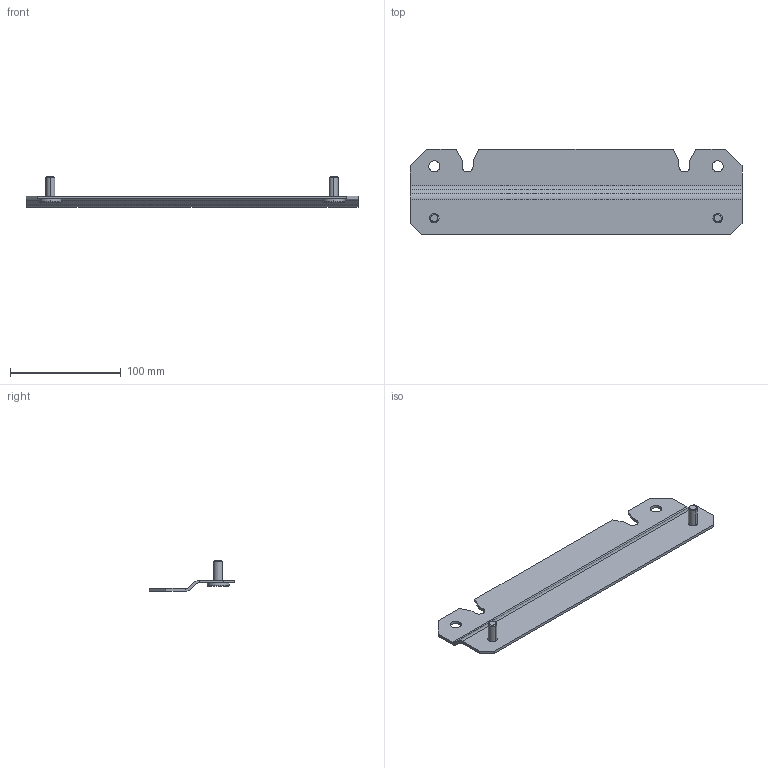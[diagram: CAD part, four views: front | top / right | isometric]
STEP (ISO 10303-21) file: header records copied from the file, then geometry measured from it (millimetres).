
FILE_DESCRIPTION(('STEP AP242'),'1');
FILE_NAME('nsyaefpfs3dw30.stp','2021-09-26T08:39:37',('TraceParts'),('TraceParts S.A.'),'Spatial InterOp 3D',' ',' ');
FILE_SCHEMA(('AP242_MANAGED_MODEL_BASED_3D_ENGINEERING_MIM_LF {1 0 10303 442 1 1 4}'));
Length unit declared in the file: millimetre
Products named in the file (1): nsyaefpfs3dw30_1
Bounding box: 300 x 77.5 x 27.5 mm (x, y, z)
Volume: 61197.2 mm3; surface area: 50696.7 mm2
Topology: 3 solids, 3 shells, 72 faces, 168 edges, 104 vertices
Faces by surface type: plane 38, cylinder 22, torus 8, cone 4
Entity records: 2087 total; most frequent: DIRECTION 386, CARTESIAN_POINT 347, ORIENTED_EDGE 336, EDGE_CURVE 168, AXIS2_PLACEMENT_3D 143, VERTEX_POINT 104, LINE 100, VECTOR 100
